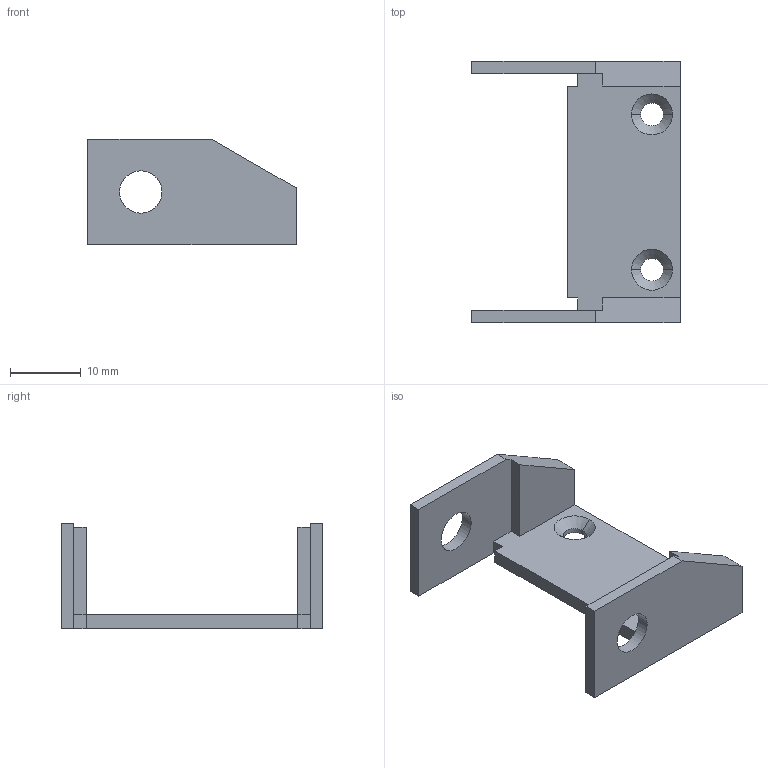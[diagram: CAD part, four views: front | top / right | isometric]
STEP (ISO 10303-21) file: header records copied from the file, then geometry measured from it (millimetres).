
FILE_DESCRIPTION(('STEP AP214'),'1');
FILE_NAME('cctmp_95DC6655-BAE7-4782-A479-AD5DD9791980_2021_03_06_22_46_28_0781_3992..stp','2021-03-06T21:46:28',('igus GmbH'),('CADClick - www.CADClick.com'),'Spatial InterOp 3D',' ','unknown authorization');
FILE_SCHEMA(('AUTOMOTIVE_DESIGN'));
Length unit declared in the file: millimetre
Products named in the file (1): 060-30-1
Bounding box: 29.5 x 37 x 15 mm (x, y, z)
Volume: 2668.1 mm3; surface area: 3061.7 mm2
Topology: 1 solids, 1 shells, 34 faces, 92 edges, 60 vertices
Faces by surface type: plane 22, cylinder 8, cone 4
Entity records: 1376 total; most frequent: CARTESIAN_POINT 187, ORIENTED_EDGE 184, DIRECTION 182, EDGE_CURVE 92, LINE 72, VECTOR 72, VERTEX_POINT 60, AXIS2_PLACEMENT_3D 55
